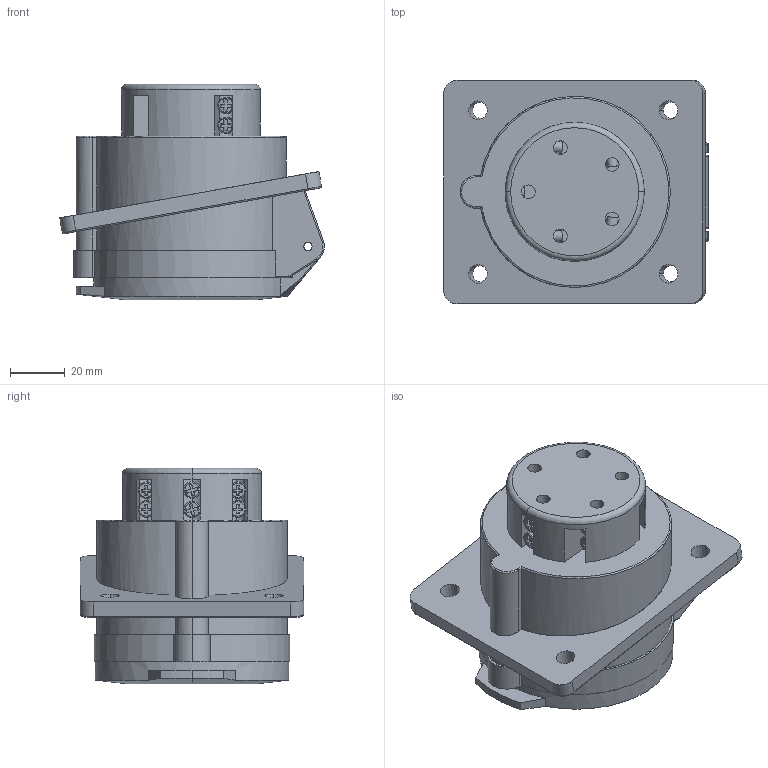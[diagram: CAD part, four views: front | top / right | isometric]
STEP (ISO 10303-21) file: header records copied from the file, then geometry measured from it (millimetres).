
FILE_DESCRIPTION (( 'STEP AP214' ), '1' );
FILE_NAME ('Ñáîðêà 425-32.STEP', '2018-09-04T07:30:18', ( '' ), ( '' ), 'SwSTEP 2.0', 'SolidWorks 2017', '' );
FILE_SCHEMA (( 'AUTOMOTIVE_DESIGN' ));
Length unit declared in the file: millimetre
Products named in the file (3): Êðûøêà 425, 424,; 扻豵鵨 425; 栖闉罻 425-32
Assembly tree (2 placements, depth 2):
  栖闉罻 425-32
    扻豵鵨 425
    Êðûøêà 425, 424,
Bounding box: 97.05 x 82 x 79 mm (x, y, z)
Volume: 383262 mm3; surface area: 138245.5 mm2
Topology: 9 solids, 9 shells, 553 faces, 1409 edges, 909 vertices
Faces by surface type: plane 267, cylinder 196, torus 48, cone 40, bspline 2
Entity records: 19634 total; most frequent: CARTESIAN_POINT 3180, DIRECTION 2997, ORIENTED_EDGE 2818, EDGE_CURVE 1409, AXIS2_PLACEMENT_3D 1086, VERTEX_POINT 909, VECTOR 825, LINE 825
